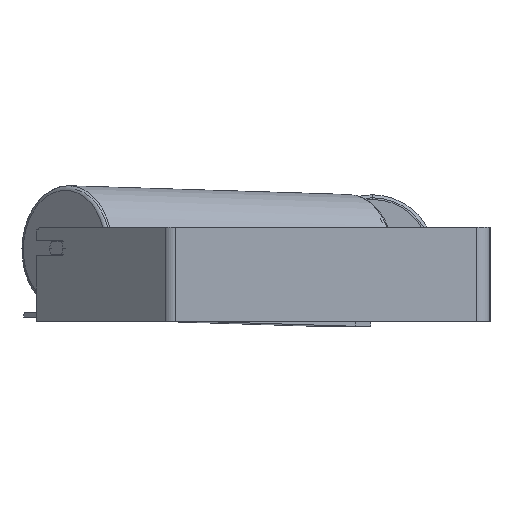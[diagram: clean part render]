
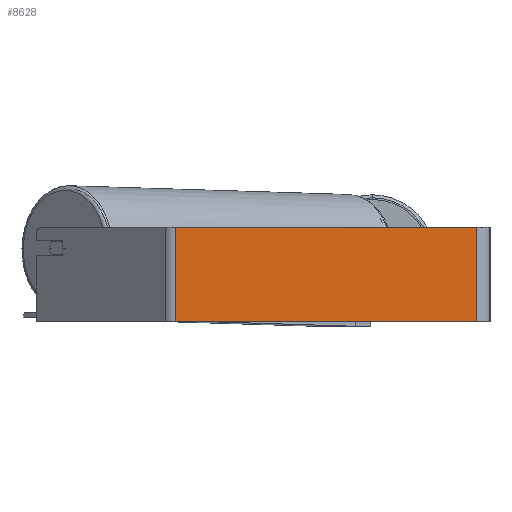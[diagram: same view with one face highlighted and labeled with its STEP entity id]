
A CAD part, left-side view. The second image highlights one B-rep face of the part: STEP entity #8628.
In plain terms, the highlighted planar face has unit normal (-1, 0, 0).
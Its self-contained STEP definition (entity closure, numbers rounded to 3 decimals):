
#53 = EDGE_LOOP ( 'NONE', ( #5993, #8969, #3058, #3122 ) ) ;
#57 = VECTOR ( 'NONE', #6438, 1000. ) ;
#182 = DIRECTION ( 'NONE',  ( 0., -1., 0. ) ) ;
#297 = EDGE_CURVE ( 'NONE', #7455, #8190, #7383, .T. ) ;
#395 = EDGE_CURVE ( 'NONE', #8228, #7455, #6724, .T. ) ;
#1063 = VECTOR ( 'NONE', #8849, 1000. ) ;
#1285 = EDGE_CURVE ( 'NONE', #2966, #8190, #4305, .T. ) ;
#2179 = CARTESIAN_POINT ( 'NONE',  ( -700., 14., -50. ) ) ;
#2229 = VECTOR ( 'NONE', #5195, 1000. ) ;
#2966 = VERTEX_POINT ( 'NONE', #8944 ) ;
#3058 = ORIENTED_EDGE ( 'NONE', *, *, #7244, .F. ) ;
#3122 = ORIENTED_EDGE ( 'NONE', *, *, #395, .T. ) ;
#3163 = CARTESIAN_POINT ( 'NONE',  ( -700., 334.153, -50. ) ) ;
#3742 = AXIS2_PLACEMENT_3D ( 'NONE', #5536, #7614, #6286 ) ;
#3867 = CARTESIAN_POINT ( 'NONE',  ( -700., 334.153, 50. ) ) ;
#4305 = LINE ( 'NONE', #6389, #57 ) ;
#5195 = DIRECTION ( 'NONE',  ( 0., -1., 0. ) ) ;
#5510 = CARTESIAN_POINT ( 'NONE',  ( -700., 334.153, 50. ) ) ;
#5536 = CARTESIAN_POINT ( 'NONE',  ( -700., 339.952, 50. ) ) ;
#5993 = ORIENTED_EDGE ( 'NONE', *, *, #297, .T. ) ;
#6157 = FACE_OUTER_BOUND ( 'NONE', #53, .T. ) ;
#6286 = DIRECTION ( 'NONE',  ( 0., 0., -1. ) ) ;
#6389 = CARTESIAN_POINT ( 'NONE',  ( -700., 14., 50. ) ) ;
#6438 = DIRECTION ( 'NONE',  ( 0., 0., -1. ) ) ;
#6580 = CARTESIAN_POINT ( 'NONE',  ( -700., 339.952, -50. ) ) ;
#6724 = LINE ( 'NONE', #3867, #1063 ) ;
#7238 = CARTESIAN_POINT ( 'NONE',  ( -700., 339.952, 50. ) ) ;
#7244 = EDGE_CURVE ( 'NONE', #8228, #2966, #8138, .T. ) ;
#7262 = VECTOR ( 'NONE', #182, 1000. ) ;
#7383 = LINE ( 'NONE', #6580, #7262 ) ;
#7455 = VERTEX_POINT ( 'NONE', #3163 ) ;
#7614 = DIRECTION ( 'NONE',  ( 1., 0., 0. ) ) ;
#8138 = LINE ( 'NONE', #7238, #2229 ) ;
#8190 = VERTEX_POINT ( 'NONE', #2179 ) ;
#8228 = VERTEX_POINT ( 'NONE', #5510 ) ;
#8628 = ADVANCED_FACE ( 'NONE', ( #6157 ), #9185, .F. ) ;
#8849 = DIRECTION ( 'NONE',  ( 0., 0., -1. ) ) ;
#8944 = CARTESIAN_POINT ( 'NONE',  ( -700., 14., 50. ) ) ;
#8969 = ORIENTED_EDGE ( 'NONE', *, *, #1285, .F. ) ;
#9185 = PLANE ( 'NONE',  #3742 ) ;
